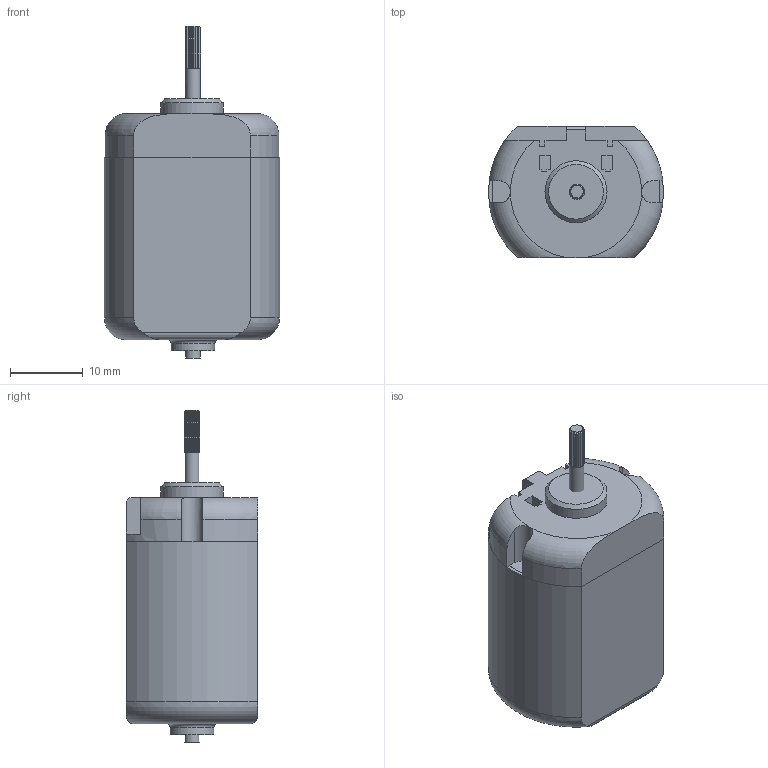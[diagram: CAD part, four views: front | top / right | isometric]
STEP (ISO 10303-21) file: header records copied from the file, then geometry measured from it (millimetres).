
FILE_DESCRIPTION(/* description */ (''),/* implementation_level */ '2;1');
FILE_NAME(/* name */ 'FC-280PT-20150 12V DC Motor v3.step',/* time_stamp */ '2023-04-15T18:26:42-05:00',/* author */ (''),/* organization */ (''),/* preprocessor_version */ 'ST-DEVELOPER v19.2',/* originating_system */ 'Autodesk Translation Framework v11.17.0.187',/* authorisation */ '');
FILE_SCHEMA (('AUTOMOTIVE_DESIGN { 1 0 10303 214 3 1 1 }'));
Length unit declared in the file: millimetre
Products named in the file (5): FC-280PT-20150 12V DC Motor; Cap; Case; Washer; Shaft
Assembly tree (4 placements, depth 3):
  FC-280PT-20150 12V DC Motor
    Cap
    Case
      Washer
    Shaft
Bounding box: 24 x 18 x 45.5 mm (x, y, z)
Volume: 3976.7 mm3; surface area: 5995.3 mm2
Topology: 4 solids, 4 shells, 182 faces, 454 edges, 286 vertices
Faces by surface type: plane 124, cylinder 25, cone 23, torus 10
Full cylindrical faces by diameter (mm): 2 x5, 5 x2, 6 x1, 8.5 x1
Entity records: 5601 total; most frequent: CARTESIAN_POINT 1337, ORIENTED_EDGE 908, DIRECTION 826, EDGE_CURVE 454, AXIS2_PLACEMENT_3D 294, VERTEX_POINT 286, LINE 238, VECTOR 238
